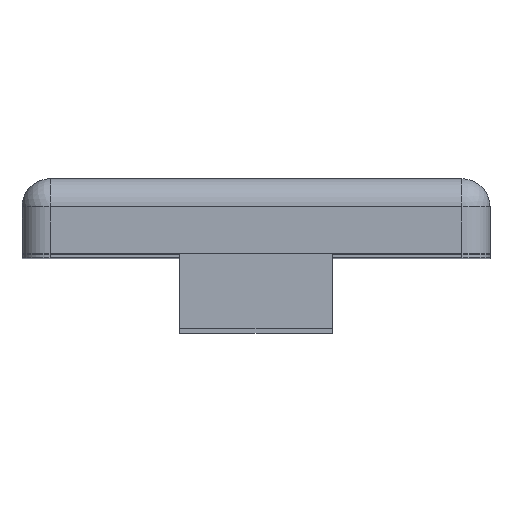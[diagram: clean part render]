
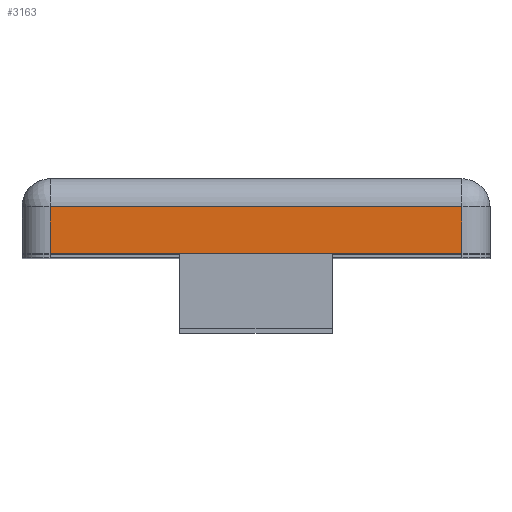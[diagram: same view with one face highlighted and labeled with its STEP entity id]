
A CAD part, top view. The second image highlights one B-rep face of the part: STEP entity #3163.
In plain terms, the highlighted planar face has unit normal (0, 0, 1).
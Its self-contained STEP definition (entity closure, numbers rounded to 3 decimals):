
#257=FACE_OUTER_BOUND('',#452,.T.);
#452=EDGE_LOOP('',(#2255,#2256,#2257,#2258));
#676=LINE('',#4774,#1028);
#679=LINE('',#4799,#1031);
#682=LINE('',#4803,#1034);
#691=LINE('',#4827,#1043);
#1028=VECTOR('',#3825,10.);
#1031=VECTOR('',#3852,10.);
#1034=VECTOR('',#3857,10.);
#1043=VECTOR('',#3886,10.);
#1375=VERTEX_POINT('',#4763);
#1378=VERTEX_POINT('',#4770);
#1387=VERTEX_POINT('',#4792);
#1389=VERTEX_POINT('',#4797);
#1704=EDGE_CURVE('',#1375,#1378,#676,.T.);
#1715=EDGE_CURVE('',#1389,#1387,#679,.T.);
#1718=EDGE_CURVE('',#1387,#1375,#682,.T.);
#1731=EDGE_CURVE('',#1378,#1389,#691,.T.);
#2255=ORIENTED_EDGE('',*,*,#1704,.F.);
#2256=ORIENTED_EDGE('',*,*,#1718,.F.);
#2257=ORIENTED_EDGE('',*,*,#1715,.F.);
#2258=ORIENTED_EDGE('',*,*,#1731,.F.);
#3004=PLANE('',#3422);
#3163=ADVANCED_FACE('',(#257),#3004,.T.);
#3422=AXIS2_PLACEMENT_3D('',#4826,#3884,#3885);
#3825=DIRECTION('',(0.,-1.,0.));
#3852=DIRECTION('',(0.,1.,0.));
#3857=DIRECTION('',(1.,0.,0.));
#3884=DIRECTION('center_axis',(0.,0.,1.));
#3885=DIRECTION('ref_axis',(1.,0.,0.));
#3886=DIRECTION('',(-1.,0.,0.));
#4763=CARTESIAN_POINT('',(11.,2.5,12.5));
#4770=CARTESIAN_POINT('',(11.,0.,12.5));
#4774=CARTESIAN_POINT('',(11.,0.,12.5));
#4792=CARTESIAN_POINT('',(-11.,2.5,12.5));
#4797=CARTESIAN_POINT('',(-11.,0.,12.5));
#4799=CARTESIAN_POINT('',(-11.,0.,12.5));
#4803=CARTESIAN_POINT('',(-6.25,2.5,12.5));
#4826=CARTESIAN_POINT('Origin',(-12.5,0.,12.5));
#4827=CARTESIAN_POINT('',(12.5,0.,12.5));
